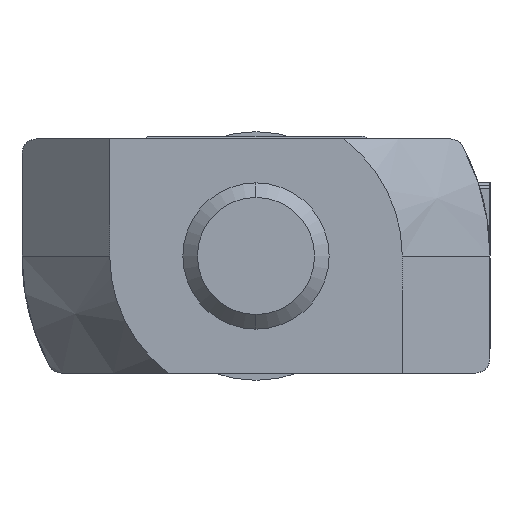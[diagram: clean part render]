
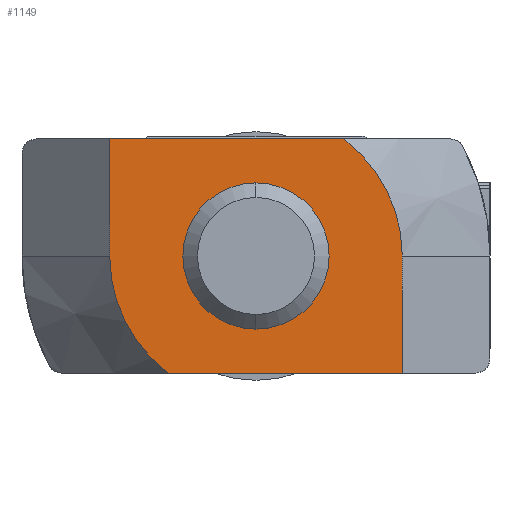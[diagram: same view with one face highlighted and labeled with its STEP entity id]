
A CAD part, front view. The second image highlights one B-rep face of the part: STEP entity #1149.
In plain terms, the highlighted planar face has unit normal (0, -1, 0).
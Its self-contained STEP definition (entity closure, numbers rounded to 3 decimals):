
#88 = CARTESIAN_POINT ( 'NONE',  ( -8.213, -39.649, 6.5 ) ) ;
#362 = EDGE_CURVE ( 'NONE', #6462, #8337, #7494, .T. ) ;
#475 = FACE_BOUND ( 'NONE', #1195, .T. ) ;
#491 = AXIS2_PLACEMENT_3D ( 'NONE', #1004, #5521, #2328 ) ;
#514 = EDGE_CURVE ( 'NONE', #4516, #6462, #1581, .T. ) ;
#552 = DIRECTION ( 'NONE',  ( 1., 0., 0. ) ) ;
#771 = CARTESIAN_POINT ( 'NONE',  ( -3.213, -39.649, 4. ) ) ;
#912 = VERTEX_POINT ( 'NONE', #88 ) ;
#1004 = CARTESIAN_POINT ( 'NONE',  ( -8.213, -39.649, 4. ) ) ;
#1142 = VERTEX_POINT ( 'NONE', #2945 ) ;
#1149 = ADVANCED_FACE ( 'NONE', ( #475, #5250 ), #4197, .F. ) ;
#1195 = EDGE_LOOP ( 'NONE', ( #3618, #8307 ) ) ;
#1257 = CIRCLE ( 'NONE', #1269, 5. ) ;
#1269 = AXIS2_PLACEMENT_3D ( 'NONE', #2888, #7475, #6133 ) ;
#1581 = LINE ( 'NONE', #8382, #1873 ) ;
#1610 = DIRECTION ( 'NONE',  ( 0., 0., 1. ) ) ;
#1805 = DIRECTION ( 'NONE',  ( 0., 0., 1. ) ) ;
#1857 = CARTESIAN_POINT ( 'NONE',  ( -8.213, -39.649, 8. ) ) ;
#1873 = VECTOR ( 'NONE', #7088, 1000. ) ;
#1929 = CARTESIAN_POINT ( 'NONE',  ( -11.213, -39.649, 0. ) ) ;
#2145 = EDGE_CURVE ( 'NONE', #8337, #5675, #1257, .T. ) ;
#2257 = VERTEX_POINT ( 'NONE', #3075 ) ;
#2296 = CARTESIAN_POINT ( 'NONE',  ( -8.213, -39.649, 4. ) ) ;
#2328 = DIRECTION ( 'NONE',  ( 0., 0., 1. ) ) ;
#2713 = AXIS2_PLACEMENT_3D ( 'NONE', #4773, #7367, #6713 ) ;
#2826 = VECTOR ( 'NONE', #552, 1000. ) ;
#2888 = CARTESIAN_POINT ( 'NONE',  ( -8.213, -39.649, 4. ) ) ;
#2945 = CARTESIAN_POINT ( 'NONE',  ( -5.213, -39.649, 8. ) ) ;
#3075 = CARTESIAN_POINT ( 'NONE',  ( -13.213, -39.649, 8. ) ) ;
#3099 = AXIS2_PLACEMENT_3D ( 'NONE', #2296, #4836, #6225 ) ;
#3226 = CARTESIAN_POINT ( 'NONE',  ( -13.213, -39.649, 4. ) ) ;
#3329 = EDGE_CURVE ( 'NONE', #1142, #4516, #6327, .T. ) ;
#3506 = DIRECTION ( 'NONE',  ( 0., 1., 0. ) ) ;
#3602 = CARTESIAN_POINT ( 'NONE',  ( -8.213, -39.649, 0. ) ) ;
#3618 = ORIENTED_EDGE ( 'NONE', *, *, #6229, .T. ) ;
#3868 = DIRECTION ( 'NONE',  ( -1., 0., 0. ) ) ;
#4197 = PLANE ( 'NONE',  #4466 ) ;
#4466 = AXIS2_PLACEMENT_3D ( 'NONE', #4862, #3506, #1610 ) ;
#4516 = VERTEX_POINT ( 'NONE', #771 ) ;
#4649 = ORIENTED_EDGE ( 'NONE', *, *, #7286, .F. ) ;
#4763 = ORIENTED_EDGE ( 'NONE', *, *, #5316, .F. ) ;
#4773 = CARTESIAN_POINT ( 'NONE',  ( -8.213, -39.649, 4. ) ) ;
#4836 = DIRECTION ( 'NONE',  ( 0., 1., 0. ) ) ;
#4862 = CARTESIAN_POINT ( 'NONE',  ( -8.213, -39.649, 4. ) ) ;
#4956 = CIRCLE ( 'NONE', #2713, 2.5 ) ;
#5001 = ORIENTED_EDGE ( 'NONE', *, *, #3329, .F. ) ;
#5093 = VERTEX_POINT ( 'NONE', #6667 ) ;
#5136 = CARTESIAN_POINT ( 'NONE',  ( -3.213, -39.649, 0. ) ) ;
#5250 = FACE_OUTER_BOUND ( 'NONE', #7773, .T. ) ;
#5316 = EDGE_CURVE ( 'NONE', #2257, #1142, #6901, .T. ) ;
#5323 = ORIENTED_EDGE ( 'NONE', *, *, #2145, .F. ) ;
#5328 = LINE ( 'NONE', #8229, #6547 ) ;
#5521 = DIRECTION ( 'NONE',  ( 0., 1., 0. ) ) ;
#5670 = ORIENTED_EDGE ( 'NONE', *, *, #514, .F. ) ;
#5675 = VERTEX_POINT ( 'NONE', #3226 ) ;
#5842 = CIRCLE ( 'NONE', #491, 2.5 ) ;
#6133 = DIRECTION ( 'NONE',  ( 0., 0., 1. ) ) ;
#6225 = DIRECTION ( 'NONE',  ( 0., 0., 1. ) ) ;
#6229 = EDGE_CURVE ( 'NONE', #912, #5093, #4956, .T. ) ;
#6327 = CIRCLE ( 'NONE', #3099, 5. ) ;
#6462 = VERTEX_POINT ( 'NONE', #5136 ) ;
#6547 = VECTOR ( 'NONE', #1805, 1000. ) ;
#6667 = CARTESIAN_POINT ( 'NONE',  ( -8.213, -39.649, 1.5 ) ) ;
#6713 = DIRECTION ( 'NONE',  ( 0., 0., 1. ) ) ;
#6901 = LINE ( 'NONE', #1857, #2826 ) ;
#7079 = VECTOR ( 'NONE', #3868, 1000. ) ;
#7088 = DIRECTION ( 'NONE',  ( 0., 0., -1. ) ) ;
#7120 = EDGE_CURVE ( 'NONE', #5093, #912, #5842, .T. ) ;
#7286 = EDGE_CURVE ( 'NONE', #5675, #2257, #5328, .T. ) ;
#7367 = DIRECTION ( 'NONE',  ( 0., 1., 0. ) ) ;
#7475 = DIRECTION ( 'NONE',  ( 0., 1., 0. ) ) ;
#7494 = LINE ( 'NONE', #3602, #7079 ) ;
#7617 = ORIENTED_EDGE ( 'NONE', *, *, #362, .F. ) ;
#7773 = EDGE_LOOP ( 'NONE', ( #5001, #4763, #4649, #5323, #7617, #5670 ) ) ;
#8229 = CARTESIAN_POINT ( 'NONE',  ( -13.213, -39.649, 4. ) ) ;
#8307 = ORIENTED_EDGE ( 'NONE', *, *, #7120, .T. ) ;
#8337 = VERTEX_POINT ( 'NONE', #1929 ) ;
#8382 = CARTESIAN_POINT ( 'NONE',  ( -3.213, -39.649, 4. ) ) ;
